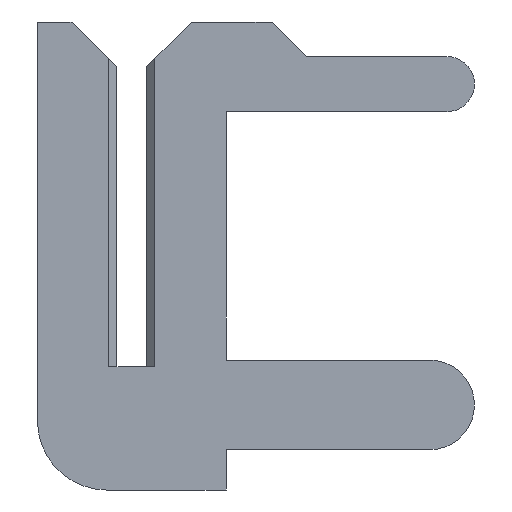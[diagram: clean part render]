
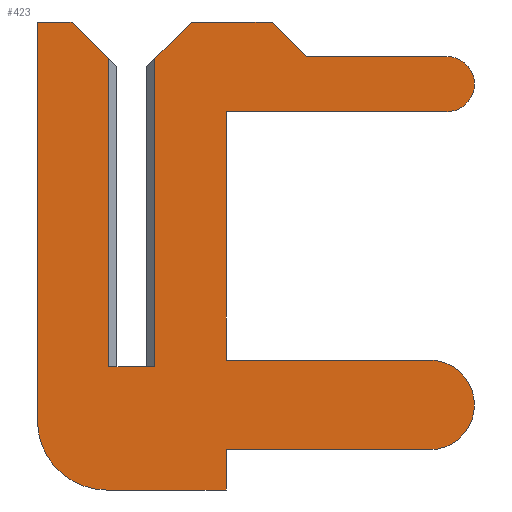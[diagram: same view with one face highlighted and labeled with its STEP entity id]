
A CAD part, left-side view. The second image highlights one B-rep face of the part: STEP entity #423.
In plain terms, the highlighted planar face has unit normal (-1, 0, 0).
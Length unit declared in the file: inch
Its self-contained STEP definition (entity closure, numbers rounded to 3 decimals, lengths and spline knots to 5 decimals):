
#4 = EDGE_CURVE ( 'NONE', #94, #259, #706, .T. ) ;
#24 = CARTESIAN_POINT ( 'NONE',  ( -0.01, 0.011, -0.0235 ) ) ;
#26 = ORIENTED_EDGE ( 'NONE', *, *, #266, .F. ) ;
#30 = LINE ( 'NONE', #448, #981 ) ;
#59 = DIRECTION ( 'NONE',  ( -1., 0., 0. ) ) ;
#82 = VERTEX_POINT ( 'NONE', #1166 ) ;
#93 = CARTESIAN_POINT ( 'NONE',  ( -0.01, -0.01, 0. ) ) ;
#94 = VERTEX_POINT ( 'NONE', #499 ) ;
#98 = VECTOR ( 'NONE', #917, 39.37008 ) ;
#110 = CARTESIAN_POINT ( 'NONE',  ( -0.01, -0.137, 0.123 ) ) ;
#140 = CARTESIAN_POINT ( 'NONE',  ( -0.01, -0.137, 0.111 ) ) ;
#158 = ORIENTED_EDGE ( 'NONE', *, *, #929, .F. ) ;
#165 = CIRCLE ( 'NONE', #269, 0.012 ) ;
#176 = CIRCLE ( 'NONE', #476, 0.0195 ) ;
#186 = VECTOR ( 'NONE', #1013, 39.37008 ) ;
#218 = EDGE_CURVE ( 'NONE', #279, #924, #1412, .T. ) ;
#220 = DIRECTION ( 'NONE',  ( 0., 0., -1. ) ) ;
#226 = DIRECTION ( 'NONE',  ( 0., 0., 1. ) ) ;
#227 = EDGE_CURVE ( 'NONE', #483, #233, #379, .T. ) ;
#233 = VERTEX_POINT ( 'NONE', #891 ) ;
#242 = DIRECTION ( 'NONE',  ( 0., 0., 1. ) ) ;
#252 = LINE ( 'NONE', #965, #621 ) ;
#253 = CARTESIAN_POINT ( 'NONE',  ( -0.01, 0.011, -0.0235 ) ) ;
#259 = VERTEX_POINT ( 'NONE', #1016 ) ;
#265 = VECTOR ( 'NONE', #655, 39.37008 ) ;
#266 = EDGE_CURVE ( 'NONE', #631, #1062, #512, .T. ) ;
#269 = AXIS2_PLACEMENT_3D ( 'NONE', #110, #466, #242 ) ;
#279 = VERTEX_POINT ( 'NONE', #794 ) ;
#295 = EDGE_CURVE ( 'NONE', #1012, #94, #658, .T. ) ;
#300 = ORIENTED_EDGE ( 'NONE', *, *, #227, .F. ) ;
#304 = ORIENTED_EDGE ( 'NONE', *, *, #1294, .F. ) ;
#315 = CARTESIAN_POINT ( 'NONE',  ( -0.01, 0.041, 0.15 ) ) ;
#323 = CARTESIAN_POINT ( 'NONE',  ( -0.01, 0.011, -0.0535 ) ) ;
#338 = VECTOR ( 'NONE', #1205, 39.37008 ) ;
#348 = CARTESIAN_POINT ( 'NONE',  ( -0.01, -0.041, 0.003 ) ) ;
#372 = ORIENTED_EDGE ( 'NONE', *, *, #757, .F. ) ;
#375 = EDGE_CURVE ( 'NONE', #82, #447, #983, .T. ) ;
#379 = LINE ( 'NONE', #323, #1036 ) ;
#385 = CARTESIAN_POINT ( 'NONE',  ( -0.01, 0.0065, 0. ) ) ;
#396 = DIRECTION ( 'NONE',  ( 0., -1., 0. ) ) ;
#407 = CARTESIAN_POINT ( 'NONE',  ( -0.01, -0.026, 0.15 ) ) ;
#410 = VERTEX_POINT ( 'NONE', #881 ) ;
#411 = VECTOR ( 'NONE', #613, 39.37008 ) ;
#423 = ADVANCED_FACE ( 'NONE', ( #1090 ), #902, .T. ) ;
#432 = DIRECTION ( 'NONE',  ( 0., -0.707, -0.707 ) ) ;
#434 = DIRECTION ( 'NONE',  ( 0., 1., 0. ) ) ;
#437 = DIRECTION ( 'NONE',  ( 0., 0., -1. ) ) ;
#447 = VERTEX_POINT ( 'NONE', #1275 ) ;
#448 = CARTESIAN_POINT ( 'NONE',  ( -0.01, 0.0065, 0.1305 ) ) ;
#452 = CARTESIAN_POINT ( 'NONE',  ( -0.01, -0.041, -0.036 ) ) ;
#465 = CARTESIAN_POINT ( 'NONE',  ( -0.01, -0.076, 0.135 ) ) ;
#466 = DIRECTION ( 'NONE',  ( 1., 0., 0. ) ) ;
#468 = VECTOR ( 'NONE', #1175, 39.37008 ) ;
#472 = CARTESIAN_POINT ( 'NONE',  ( -0.01, -0.01, 0.15 ) ) ;
#476 = AXIS2_PLACEMENT_3D ( 'NONE', #1103, #989, #226 ) ;
#483 = VERTEX_POINT ( 'NONE', #500 ) ;
#492 = ORIENTED_EDGE ( 'NONE', *, *, #521, .F. ) ;
#495 = EDGE_CURVE ( 'NONE', #1034, #410, #765, .T. ) ;
#499 = CARTESIAN_POINT ( 'NONE',  ( -0.01, -0.076, 0.135 ) ) ;
#500 = CARTESIAN_POINT ( 'NONE',  ( -0.01, -0.041, -0.0535 ) ) ;
#512 = LINE ( 'NONE', #452, #98 ) ;
#521 = EDGE_CURVE ( 'NONE', #774, #892, #562, .T. ) ;
#528 = ORIENTED_EDGE ( 'NONE', *, *, #495, .F. ) ;
#531 = VECTOR ( 'NONE', #1157, 39.37008 ) ;
#562 = LINE ( 'NONE', #385, #531 ) ;
#567 = CARTESIAN_POINT ( 'NONE',  ( -0.01, -0.061, 0.15 ) ) ;
#577 = ORIENTED_EDGE ( 'NONE', *, *, #990, .T. ) ;
#613 = DIRECTION ( 'NONE',  ( 0., 1., 0. ) ) ;
#621 = VECTOR ( 'NONE', #437, 39.37008 ) ;
#622 = VECTOR ( 'NONE', #396, 39.37008 ) ;
#631 = VERTEX_POINT ( 'NONE', #1087 ) ;
#655 = DIRECTION ( 'NONE',  ( 0., 0., -1. ) ) ;
#658 = LINE ( 'NONE', #465, #710 ) ;
#691 = VECTOR ( 'NONE', #1119, 39.37008 ) ;
#700 = ORIENTED_EDGE ( 'NONE', *, *, #218, .F. ) ;
#701 = EDGE_CURVE ( 'NONE', #924, #1012, #858, .T. ) ;
#706 = LINE ( 'NONE', #943, #468 ) ;
#708 = CARTESIAN_POINT ( 'NONE',  ( -0.01, -0.1295, 0.003 ) ) ;
#710 = VECTOR ( 'NONE', #1231, 39.37008 ) ;
#721 = DIRECTION ( 'NONE',  ( 0., 0., 1. ) ) ;
#755 = AXIS2_PLACEMENT_3D ( 'NONE', #24, #59, #721 ) ;
#757 = EDGE_CURVE ( 'NONE', #1154, #955, #1380, .T. ) ;
#760 = EDGE_CURVE ( 'NONE', #1062, #483, #252, .T. ) ;
#762 = ORIENTED_EDGE ( 'NONE', *, *, #894, .T. ) ;
#765 = LINE ( 'NONE', #708, #622 ) ;
#774 = VERTEX_POINT ( 'NONE', #1329 ) ;
#780 = CARTESIAN_POINT ( 'NONE',  ( -0.01, -0.041, 0.111 ) ) ;
#789 = LINE ( 'NONE', #1332, #265 ) ;
#791 = CARTESIAN_POINT ( 'NONE',  ( -0.01, -0.041, -0.036 ) ) ;
#794 = CARTESIAN_POINT ( 'NONE',  ( -0.01, -0.01, 0.134 ) ) ;
#795 = EDGE_CURVE ( 'NONE', #1029, #82, #1140, .T. ) ;
#802 = DIRECTION ( 'NONE',  ( 1., 0., 0. ) ) ;
#807 = EDGE_CURVE ( 'NONE', #447, #1135, #30, .T. ) ;
#813 = VECTOR ( 'NONE', #220, 39.37008 ) ;
#857 = ORIENTED_EDGE ( 'NONE', *, *, #1170, .F. ) ;
#858 = LINE ( 'NONE', #407, #1327 ) ;
#881 = CARTESIAN_POINT ( 'NONE',  ( -0.01, -0.1295, 0.003 ) ) ;
#882 = DIRECTION ( 'NONE',  ( 0., -0.707, 0.707 ) ) ;
#885 = ORIENTED_EDGE ( 'NONE', *, *, #4, .F. ) ;
#891 = CARTESIAN_POINT ( 'NONE',  ( -0.01, 0.011, -0.0535 ) ) ;
#892 = VERTEX_POINT ( 'NONE', #93 ) ;
#894 = EDGE_CURVE ( 'NONE', #279, #892, #1188, .T. ) ;
#900 = CARTESIAN_POINT ( 'NONE',  ( -0.01, 0.01, -0.0235 ) ) ;
#902 = PLANE ( 'NONE',  #755 ) ;
#917 = DIRECTION ( 'NONE',  ( 0., 1., 0. ) ) ;
#921 = ORIENTED_EDGE ( 'NONE', *, *, #807, .F. ) ;
#924 = VERTEX_POINT ( 'NONE', #1338 ) ;
#925 = DIRECTION ( 'NONE',  ( 0., 0., 1. ) ) ;
#929 = EDGE_CURVE ( 'NONE', #259, #1154, #165, .T. ) ;
#943 = CARTESIAN_POINT ( 'NONE',  ( -0.01, -0.137, 0.135 ) ) ;
#955 = VERTEX_POINT ( 'NONE', #780 ) ;
#965 = CARTESIAN_POINT ( 'NONE',  ( -0.01, -0.041, -0.0535 ) ) ;
#981 = VECTOR ( 'NONE', #432, 39.37008 ) ;
#983 = LINE ( 'NONE', #1369, #691 ) ;
#989 = DIRECTION ( 'NONE',  ( 1., 0., 0. ) ) ;
#990 = EDGE_CURVE ( 'NONE', #774, #1135, #1053, .T. ) ;
#995 = ORIENTED_EDGE ( 'NONE', *, *, #795, .F. ) ;
#1012 = VERTEX_POINT ( 'NONE', #567 ) ;
#1013 = DIRECTION ( 'NONE',  ( 0., 0., 1. ) ) ;
#1016 = CARTESIAN_POINT ( 'NONE',  ( -0.01, -0.137, 0.135 ) ) ;
#1029 = VERTEX_POINT ( 'NONE', #1244 ) ;
#1034 = VERTEX_POINT ( 'NONE', #348 ) ;
#1036 = VECTOR ( 'NONE', #434, 39.37008 ) ;
#1045 = ORIENTED_EDGE ( 'NONE', *, *, #375, .F. ) ;
#1053 = LINE ( 'NONE', #900, #186 ) ;
#1062 = VERTEX_POINT ( 'NONE', #791 ) ;
#1070 = CARTESIAN_POINT ( 'NONE',  ( -0.01, -0.041, 0.111 ) ) ;
#1075 = CARTESIAN_POINT ( 'NONE',  ( -0.01, -0.0065, 0.1305 ) ) ;
#1087 = CARTESIAN_POINT ( 'NONE',  ( -0.01, -0.1295, -0.036 ) ) ;
#1090 = FACE_OUTER_BOUND ( 'NONE', #1241, .T. ) ;
#1103 = CARTESIAN_POINT ( 'NONE',  ( -0.01, -0.1295, -0.0165 ) ) ;
#1113 = ORIENTED_EDGE ( 'NONE', *, *, #295, .F. ) ;
#1119 = DIRECTION ( 'NONE',  ( 0., -1., 0. ) ) ;
#1135 = VERTEX_POINT ( 'NONE', #1259 ) ;
#1140 = LINE ( 'NONE', #315, #338 ) ;
#1154 = VERTEX_POINT ( 'NONE', #140 ) ;
#1157 = DIRECTION ( 'NONE',  ( 0., -1., 0. ) ) ;
#1166 = CARTESIAN_POINT ( 'NONE',  ( -0.01, 0.041, 0.15 ) ) ;
#1170 = EDGE_CURVE ( 'NONE', #233, #1029, #1196, .T. ) ;
#1175 = DIRECTION ( 'NONE',  ( 0., -1., 0. ) ) ;
#1188 = LINE ( 'NONE', #472, #813 ) ;
#1196 = CIRCLE ( 'NONE', #1385, 0.03 ) ;
#1205 = DIRECTION ( 'NONE',  ( 0., 0., 1. ) ) ;
#1219 = ORIENTED_EDGE ( 'NONE', *, *, #760, .F. ) ;
#1231 = DIRECTION ( 'NONE',  ( 0., -0.707, -0.707 ) ) ;
#1241 = EDGE_LOOP ( 'NONE', ( #700, #762, #492, #577, #921, #1045, #995, #857, #300, #1219, #26, #304, #528, #1359, #372, #158, #885, #1113, #1306 ) ) ;
#1244 = CARTESIAN_POINT ( 'NONE',  ( -0.01, 0.041, -0.0235 ) ) ;
#1259 = CARTESIAN_POINT ( 'NONE',  ( -0.01, 0.01, 0.134 ) ) ;
#1275 = CARTESIAN_POINT ( 'NONE',  ( -0.01, 0.026, 0.15 ) ) ;
#1290 = DIRECTION ( 'NONE',  ( 0., -1., 0. ) ) ;
#1294 = EDGE_CURVE ( 'NONE', #410, #631, #176, .T. ) ;
#1306 = ORIENTED_EDGE ( 'NONE', *, *, #701, .F. ) ;
#1312 = VECTOR ( 'NONE', #882, 39.37008 ) ;
#1327 = VECTOR ( 'NONE', #1290, 39.37008 ) ;
#1329 = CARTESIAN_POINT ( 'NONE',  ( -0.01, 0.01, 0. ) ) ;
#1332 = CARTESIAN_POINT ( 'NONE',  ( -0.01, -0.041, 0.003 ) ) ;
#1338 = CARTESIAN_POINT ( 'NONE',  ( -0.01, -0.026, 0.15 ) ) ;
#1359 = ORIENTED_EDGE ( 'NONE', *, *, #1391, .F. ) ;
#1369 = CARTESIAN_POINT ( 'NONE',  ( -0.01, 0.026, 0.15 ) ) ;
#1380 = LINE ( 'NONE', #1070, #411 ) ;
#1385 = AXIS2_PLACEMENT_3D ( 'NONE', #253, #802, #925 ) ;
#1391 = EDGE_CURVE ( 'NONE', #955, #1034, #789, .T. ) ;
#1412 = LINE ( 'NONE', #1075, #1312 ) ;
